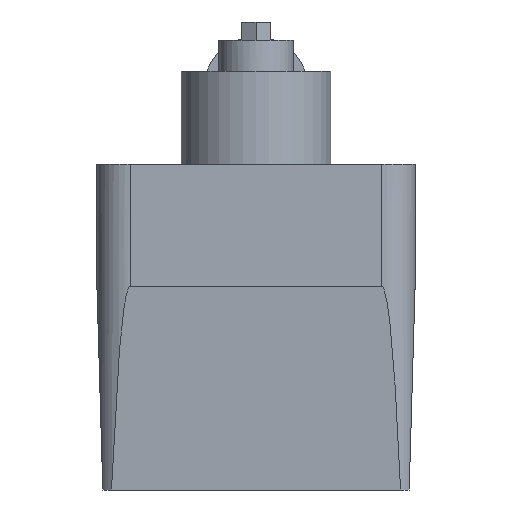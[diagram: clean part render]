
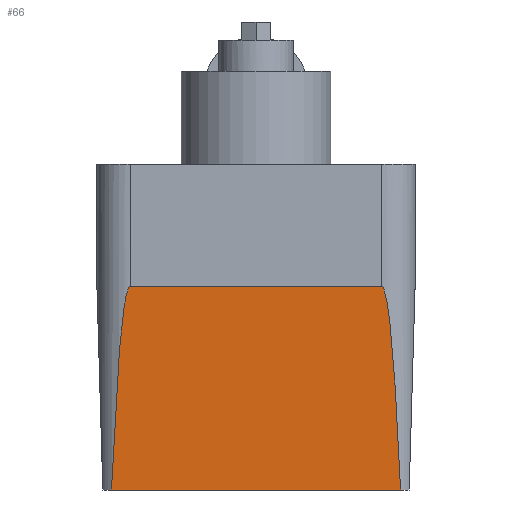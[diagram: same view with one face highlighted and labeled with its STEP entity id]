
A CAD part, front view. The second image highlights one B-rep face of the part: STEP entity #66.
In plain terms, the highlighted planar face has unit normal (0, -1, -0.029).
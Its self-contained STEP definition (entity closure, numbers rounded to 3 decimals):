
#66=ADVANCED_FACE('',(#211),#212,.F.);
#211=FACE_OUTER_BOUND('',#490,.T.);
#212=PLANE('',#491);
#490=EDGE_LOOP('',(#850,#851,#852,#853));
#491=AXIS2_PLACEMENT_3D('',#854,#855,#856);
#850=ORIENTED_EDGE('',*,*,#1809,.F.);
#851=ORIENTED_EDGE('',*,*,#1810,.F.);
#852=ORIENTED_EDGE('',*,*,#1811,.F.);
#853=ORIENTED_EDGE('',*,*,#1774,.T.);
#854=CARTESIAN_POINT('',(50.0,1.975,-14.176));
#855=DIRECTION('',(0.0,1.,0.029));
#856=DIRECTION('',(1.0,0.0,-0.0));
#1774=EDGE_CURVE('',#2110,#2108,#2111,.T.);
#1809=EDGE_CURVE('',#2172,#2108,#2174,.T.);
#1810=EDGE_CURVE('',#2175,#2172,#2176,.T.);
#1811=EDGE_CURVE('',#2110,#2175,#2177,.T.);
#2108=VERTEX_POINT('',#2636);
#2110=VERTEX_POINT('',#2638);
#2111=LINE('',#2639,#2640);
#2172=VERTEX_POINT('',#2902);
#2174=B_SPLINE_CURVE_WITH_KNOTS('',3,(#2905,#2906,#2907,#2908,#2909,#2910,#2911,#2912,#2913,#2914,#2915,#2916,#2917,#2918,#2919,#2920,#2921,#2922,#2923,#2924,#2925,#2926,#2927,#2928,#2929,#2930,#2931,#2932,#2933,#2934,#2935,#2936),.UNSPECIFIED.,.F.,.F.,(4,1,1,1,1,1,1,1,1,1,1,1,1,1,1,1,1,1,1,1,1,1,1,1,1,1,1,1,1,4),(0.0,0.002,0.004,0.008,0.012,0.016,0.023,0.031,0.039,0.047,0.063,0.078,0.094,0.109,0.125,0.156,0.188,0.219,0.25,0.281,0.313,0.375,0.438,0.5,0.563,0.625,0.688,0.75,0.875,1.),.UNSPECIFIED.);
#2175=VERTEX_POINT('',#2937);
#2176=LINE('',#2938,#2939);
#2177=B_SPLINE_CURVE_WITH_KNOTS('',3,(#2940,#2941,#2942,#2943,#2944,#2945,#2946,#2947,#2948,#2949,#2950,#2951,#2952,#2953,#2954,#2955,#2956,#2957,#2958,#2959,#2960,#2961,#2962,#2963,#2964,#2965,#2966,#2967,#2968,#2969,#2970,#2971),.UNSPECIFIED.,.F.,.F.,(4,1,1,1,1,1,1,1,1,1,1,1,1,1,1,1,1,1,1,1,1,1,1,1,1,1,1,1,1,4),(0.,0.125,0.25,0.313,0.375,0.438,0.5,0.563,0.625,0.688,0.719,0.75,0.781,0.813,0.844,0.875,0.891,0.906,0.922,0.938,0.953,0.961,0.969,0.977,0.984,0.988,0.992,0.996,0.998,1.0),.UNSPECIFIED.);
#2636=CARTESIAN_POINT('',(38.574,1.567,0.0));
#2638=CARTESIAN_POINT('',(-38.574,1.567,0.0));
#2639=CARTESIAN_POINT('',(-38.574,1.567,0.0));
#2640=VECTOR('',#3806,77.149);
#2902=CARTESIAN_POINT('',(33.5,0.,54.398));
#2905=CARTESIAN_POINT('',(33.5,0.0,54.398));
#2906=CARTESIAN_POINT('',(33.537,0.0,54.398));
#2907=CARTESIAN_POINT('',(33.598,0.,54.383));
#2908=CARTESIAN_POINT('',(33.696,0.002,54.33));
#2909=CARTESIAN_POINT('',(33.794,0.005,54.238));
#2910=CARTESIAN_POINT('',(33.892,0.008,54.107));
#2911=CARTESIAN_POINT('',(34.006,0.014,53.914));
#2912=CARTESIAN_POINT('',(34.126,0.021,53.652));
#2913=CARTESIAN_POINT('',(34.251,0.031,53.316));
#2914=CARTESIAN_POINT('',(34.363,0.041,52.966));
#2915=CARTESIAN_POINT('',(34.498,0.055,52.485));
#2916=CARTESIAN_POINT('',(34.648,0.073,51.864));
#2917=CARTESIAN_POINT('',(34.808,0.095,51.098));
#2918=CARTESIAN_POINT('',(34.952,0.118,50.316));
#2919=CARTESIAN_POINT('',(35.086,0.14,49.522));
#2920=CARTESIAN_POINT('',(35.251,0.171,48.451));
#2921=CARTESIAN_POINT('',(35.439,0.21,47.093));
#2922=CARTESIAN_POINT('',(35.643,0.258,45.44));
#2923=CARTESIAN_POINT('',(35.83,0.306,43.77));
#2924=CARTESIAN_POINT('',(36.004,0.355,42.086));
#2925=CARTESIAN_POINT('',(36.166,0.403,40.39));
#2926=CARTESIAN_POINT('',(36.371,0.469,38.116));
#2927=CARTESIAN_POINT('',(36.606,0.551,35.253));
#2928=CARTESIAN_POINT('',(36.865,0.651,31.792));
#2929=CARTESIAN_POINT('',(37.103,0.751,28.31));
#2930=CARTESIAN_POINT('',(37.325,0.852,24.811));
#2931=CARTESIAN_POINT('',(37.534,0.953,21.298));
#2932=CARTESIAN_POINT('',(37.73,1.055,17.772));
#2933=CARTESIAN_POINT('',(37.978,1.191,13.057));
#2934=CARTESIAN_POINT('',(38.265,1.361,7.138));
#2935=CARTESIAN_POINT('',(38.474,1.498,2.382));
#2936=CARTESIAN_POINT('',(38.574,1.567,0.));
#2937=CARTESIAN_POINT('',(-33.5,0.0,54.398));
#2938=CARTESIAN_POINT('',(-33.5,0.0,54.398));
#2939=VECTOR('',#3859,67.0);
#2940=CARTESIAN_POINT('',(-38.574,1.567,0.));
#2941=CARTESIAN_POINT('',(-38.474,1.498,2.382));
#2942=CARTESIAN_POINT('',(-38.265,1.361,7.138));
#2943=CARTESIAN_POINT('',(-37.978,1.191,13.057));
#2944=CARTESIAN_POINT('',(-37.73,1.055,17.772));
#2945=CARTESIAN_POINT('',(-37.534,0.953,21.298));
#2946=CARTESIAN_POINT('',(-37.325,0.852,24.811));
#2947=CARTESIAN_POINT('',(-37.103,0.751,28.31));
#2948=CARTESIAN_POINT('',(-36.865,0.651,31.792));
#2949=CARTESIAN_POINT('',(-36.606,0.551,35.253));
#2950=CARTESIAN_POINT('',(-36.371,0.469,38.116));
#2951=CARTESIAN_POINT('',(-36.166,0.403,40.39));
#2952=CARTESIAN_POINT('',(-36.004,0.355,42.086));
#2953=CARTESIAN_POINT('',(-35.83,0.306,43.77));
#2954=CARTESIAN_POINT('',(-35.643,0.258,45.44));
#2955=CARTESIAN_POINT('',(-35.439,0.21,47.093));
#2956=CARTESIAN_POINT('',(-35.251,0.171,48.451));
#2957=CARTESIAN_POINT('',(-35.086,0.14,49.522));
#2958=CARTESIAN_POINT('',(-34.952,0.118,50.316));
#2959=CARTESIAN_POINT('',(-34.808,0.095,51.098));
#2960=CARTESIAN_POINT('',(-34.648,0.073,51.864));
#2961=CARTESIAN_POINT('',(-34.498,0.055,52.485));
#2962=CARTESIAN_POINT('',(-34.363,0.041,52.966));
#2963=CARTESIAN_POINT('',(-34.251,0.031,53.316));
#2964=CARTESIAN_POINT('',(-34.126,0.021,53.652));
#2965=CARTESIAN_POINT('',(-34.006,0.014,53.914));
#2966=CARTESIAN_POINT('',(-33.892,0.008,54.107));
#2967=CARTESIAN_POINT('',(-33.794,0.005,54.238));
#2968=CARTESIAN_POINT('',(-33.696,0.002,54.33));
#2969=CARTESIAN_POINT('',(-33.598,0.,54.383));
#2970=CARTESIAN_POINT('',(-33.537,0.0,54.398));
#2971=CARTESIAN_POINT('',(-33.5,0.0,54.398));
#3806=DIRECTION('',(1.0,0.0,0.0));
#3859=DIRECTION('',(1.0,0.0,0.0));
